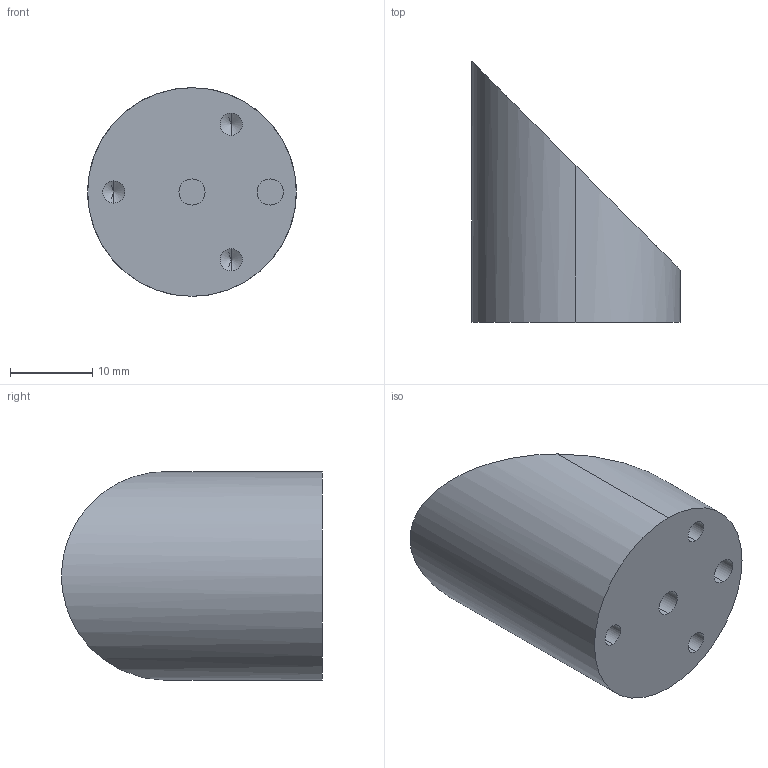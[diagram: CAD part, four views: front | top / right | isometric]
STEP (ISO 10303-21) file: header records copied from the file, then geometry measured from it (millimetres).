
FILE_DESCRIPTION (( 'STEP AP203' ), '1' );
FILE_NAME ('Ø25_36589.step', '2019-04-24T20:03:09', ( '' ), ( '' ), 'SwSTEP 2.0', 'SolidWorks 2018', '' );
FILE_SCHEMA (( 'CONFIG_CONTROL_DESIGN' ));
Length unit declared in the file: millimetre
Products named in the file (1): ﾘ25_36589
Bounding box: 25.4 x 31.75 x 25.4 mm (x, y, z)
Volume: 9271.7 mm3; surface area: 2991.2 mm2
Topology: 1 solids, 1 shells, 23 faces, 51 edges, 29 vertices
Faces by surface type: cylinder 12, cone 6, plane 3, bspline 2
Entity records: 788 total; most frequent: CARTESIAN_POINT 230, DIRECTION 106, ORIENTED_EDGE 90, EDGE_CURVE 45, AXIS2_PLACEMENT_3D 44, VERTEX_POINT 29, EDGE_LOOP 28, FACE_OUTER_BOUND 23
